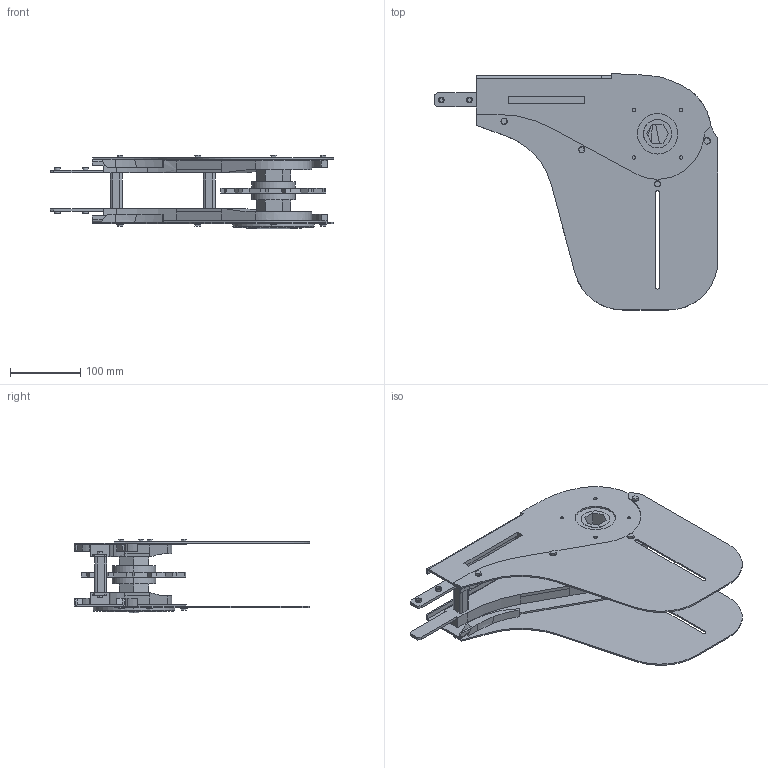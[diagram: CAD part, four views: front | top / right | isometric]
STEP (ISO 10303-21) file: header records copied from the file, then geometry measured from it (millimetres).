
FILE_DESCRIPTION(('STEP AP214'),'1');
FILE_NAME('cctmp_A61FE150-788F-4A89-984E-86E125B864EA_2023_02_13_16_55_01_0582_1904..stp','2023-02-13T15:55:02',('Bosch Rexroth AG'),('CADClick - www.CADClick.com'),'Spatial InterOp 3D',' ','unknown authorization - (Healing Option Enabled)');
FILE_SCHEMA(('AUTOMOTIVE_DESIGN'));
Length unit declared in the file: millimetre
Products named in the file (1): 2023_02_13_16_55_01_0567
Bounding box: 402.55 x 334.89 x 104.72 mm (x, y, z)
Volume: 1209872.3 mm3; surface area: 447399.4 mm2
Topology: 1 solids, 1 shells, 476 faces, 1275 edges, 845 vertices
Faces by surface type: plane 329, cylinder 124, cone 15, bspline 4, torus 2, sphere 2
Entity records: 20057 total; most frequent: CARTESIAN_POINT 4068, ORIENTED_EDGE 2546, DIRECTION 2474, EDGE_CURVE 1273, LINE 962, VECTOR 962, VERTEX_POINT 845, AXIS2_PLACEMENT_3D 756
